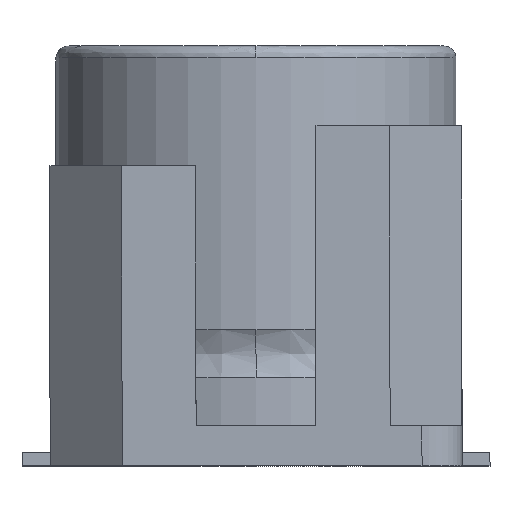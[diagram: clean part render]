
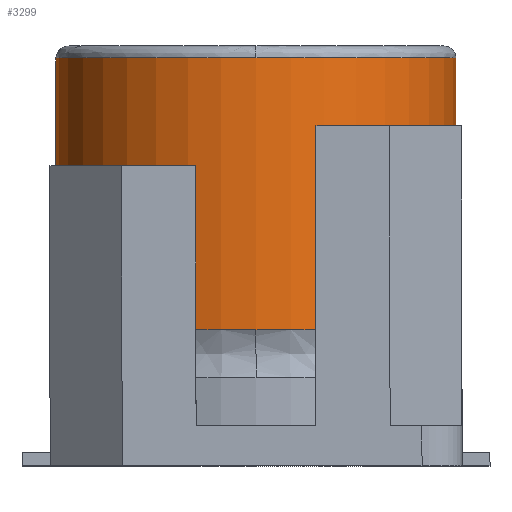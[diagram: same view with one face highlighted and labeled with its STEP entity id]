
A CAD part, top view. The second image highlights one B-rep face of the part: STEP entity #3299.
In plain terms, the highlighted cylindrical face has radius 5 mm (diameter 10 mm), a partial arc.
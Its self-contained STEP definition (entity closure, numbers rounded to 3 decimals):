
#62 = CARTESIAN_POINT ( 'NONE',  ( -5., 9.2, 0. ) ) ;
#198 = ORIENTED_EDGE ( 'NONE', *, *, #1280, .F. ) ;
#265 = ORIENTED_EDGE ( 'NONE', *, *, #6292, .T. ) ;
#386 = CARTESIAN_POINT ( 'NONE',  ( -5., 5.95, 0. ) ) ;
#428 = CIRCLE ( 'NONE', #3115, 5. ) ;
#503 = CARTESIAN_POINT ( 'NONE',  ( 5., 9.2, 0. ) ) ;
#602 = VERTEX_POINT ( 'NONE', #3998 ) ;
#907 = AXIS2_PLACEMENT_3D ( 'NONE', #4531, #5575, #4601 ) ;
#912 = AXIS2_PLACEMENT_3D ( 'NONE', #6084, #2404, #6613 ) ;
#979 = CARTESIAN_POINT ( 'NONE',  ( 5., 5.95, 0. ) ) ;
#1143 = EDGE_CURVE ( 'NONE', #4484, #5179, #3949, .T. ) ;
#1233 = AXIS2_PLACEMENT_3D ( 'NONE', #3149, #3651, #5147 ) ;
#1280 = EDGE_CURVE ( 'NONE', #4484, #2597, #3294, .T. ) ;
#1481 = ORIENTED_EDGE ( 'NONE', *, *, #1143, .T. ) ;
#1542 = VERTEX_POINT ( 'NONE', #5941 ) ;
#1939 = VERTEX_POINT ( 'NONE', #62 ) ;
#2001 = CARTESIAN_POINT ( 'NONE',  ( 0., 2.4, 0. ) ) ;
#2404 = DIRECTION ( 'NONE',  ( 0., -1., 0. ) ) ;
#2597 = VERTEX_POINT ( 'NONE', #5656 ) ;
#3001 = CARTESIAN_POINT ( 'NONE',  ( 0., 5.95, 0. ) ) ;
#3115 = AXIS2_PLACEMENT_3D ( 'NONE', #2001, #4122, #4686 ) ;
#3149 = CARTESIAN_POINT ( 'NONE',  ( 0., 2.4, 0. ) ) ;
#3183 = ORIENTED_EDGE ( 'NONE', *, *, #3727, .T. ) ;
#3256 = FACE_OUTER_BOUND ( 'NONE', #6508, .T. ) ;
#3294 = LINE ( 'NONE', #979, #6719 ) ;
#3299 = ADVANCED_FACE ( 'NONE', ( #3256 ), #4744, .T. ) ;
#3471 = ORIENTED_EDGE ( 'NONE', *, *, #6524, .T. ) ;
#3651 = DIRECTION ( 'NONE',  ( 0., 1., 0. ) ) ;
#3727 = EDGE_CURVE ( 'NONE', #5179, #1939, #3808, .T. ) ;
#3808 = CIRCLE ( 'NONE', #907, 5. ) ;
#3856 = EDGE_CURVE ( 'NONE', #1542, #2597, #428, .T. ) ;
#3949 = CIRCLE ( 'NONE', #912, 5. ) ;
#3989 = CIRCLE ( 'NONE', #1233, 5. ) ;
#3998 = CARTESIAN_POINT ( 'NONE',  ( -5., 2.4, 0. ) ) ;
#4090 = DIRECTION ( 'NONE',  ( 0., -1., 0. ) ) ;
#4122 = DIRECTION ( 'NONE',  ( 0., 1., 0. ) ) ;
#4130 = DIRECTION ( 'NONE',  ( 0., -1., 0. ) ) ;
#4312 = LINE ( 'NONE', #386, #6176 ) ;
#4484 = VERTEX_POINT ( 'NONE', #503 ) ;
#4531 = CARTESIAN_POINT ( 'NONE',  ( 0., 9.2, 0. ) ) ;
#4601 = DIRECTION ( 'NONE',  ( 1., 0., 0. ) ) ;
#4686 = DIRECTION ( 'NONE',  ( 1., 0., 0. ) ) ;
#4744 = CYLINDRICAL_SURFACE ( 'NONE', #6085, 5. ) ;
#5147 = DIRECTION ( 'NONE',  ( 1., 0., 0. ) ) ;
#5179 = VERTEX_POINT ( 'NONE', #5701 ) ;
#5301 = DIRECTION ( 'NONE',  ( 1., 0., 0. ) ) ;
#5416 = ORIENTED_EDGE ( 'NONE', *, *, #3856, .T. ) ;
#5575 = DIRECTION ( 'NONE',  ( 0., -1., 0. ) ) ;
#5656 = CARTESIAN_POINT ( 'NONE',  ( 5., 2.4, 0. ) ) ;
#5697 = DIRECTION ( 'NONE',  ( 0., -1., 0. ) ) ;
#5701 = CARTESIAN_POINT ( 'NONE',  ( 0., 9.2, 5. ) ) ;
#5941 = CARTESIAN_POINT ( 'NONE',  ( 0., 2.4, 5. ) ) ;
#6084 = CARTESIAN_POINT ( 'NONE',  ( 0., 9.2, 0. ) ) ;
#6085 = AXIS2_PLACEMENT_3D ( 'NONE', #3001, #4130, #5301 ) ;
#6176 = VECTOR ( 'NONE', #4090, 1000. ) ;
#6292 = EDGE_CURVE ( 'NONE', #602, #1542, #3989, .T. ) ;
#6508 = EDGE_LOOP ( 'NONE', ( #1481, #3183, #3471, #265, #5416, #198 ) ) ;
#6524 = EDGE_CURVE ( 'NONE', #1939, #602, #4312, .T. ) ;
#6613 = DIRECTION ( 'NONE',  ( 1., 0., 0. ) ) ;
#6719 = VECTOR ( 'NONE', #5697, 1000. ) ;
